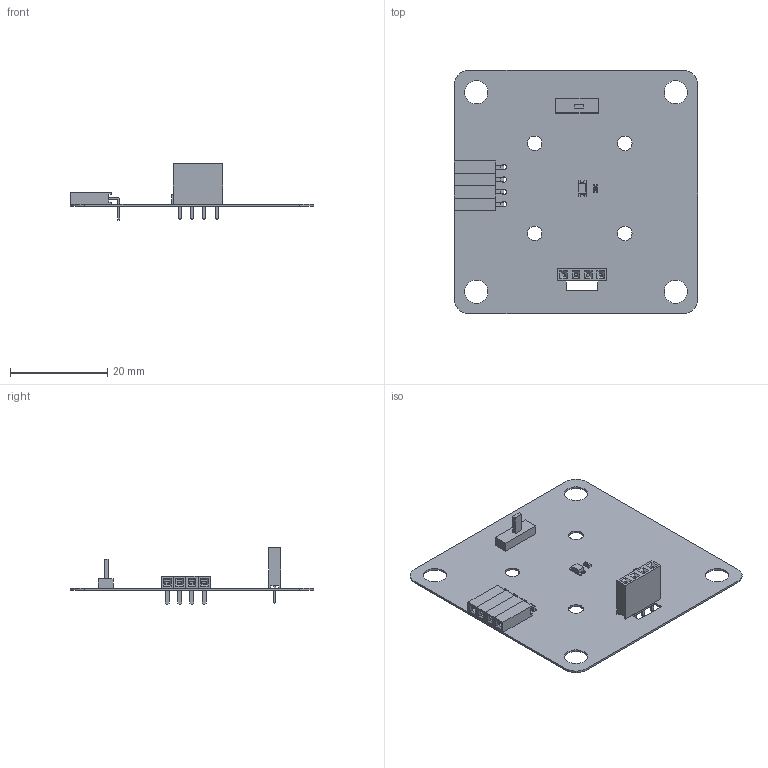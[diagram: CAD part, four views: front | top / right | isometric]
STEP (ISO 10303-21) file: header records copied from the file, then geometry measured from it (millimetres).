
FILE_DESCRIPTION(('Open CASCADE Model'),'2;1');
FILE_NAME('Open CASCADE Shape Model','2020-04-28T14:13:10',('Author'),( 'Open CASCADE'),'Open CASCADE STEP processor 6.8','Open CASCADE 6.8' ,'Unknown');
FILE_SCHEMA(('AUTOMOTIVE_DESIGN { 1 0 10303 214 1 1 1 1 }'));
Length unit declared in the file: millimetre
Products named in the file (15): PCB; Board; X2; PBS-04; X1; User_Library-PBS_(DS1024); VD1; User_Library-FYLS-1206; SA1; 1339772344; Extruded; 1339772480; R1; chip_0603_r
Assembly tree (14 placements, depth 4):
  PCB
    Board
    X2
      PBS-04
    X1
      User_Library-PBS_(DS1024)
    VD1
      User_Library-FYLS-1206
    SA1
      1339772344
        Extruded
      1339772480
        Extruded
    R1
      chip_0603_r
Bounding box: 50.02 x 50 x 11.7 mm (x, y, z)
Volume: 1354.4 mm3; surface area: 6355.4 mm2
Topology: 17 solids, 17 shells, 512 faces, 1379 edges, 886 vertices
Faces by surface type: plane 391, cylinder 72, bspline 49
Full cylindrical faces by diameter (mm): 0.9 x2, 1.1 x8, 3 x4, 4.8 x4
Entity records: 20873 total; most frequent: CARTESIAN_POINT 5849, ORIENTED_EDGE 2742, DIRECTION 2333, EDGE_CURVE 1371, LINE 1153, VECTOR 1153, VERTEX_POINT 886, AXIS2_PLACEMENT_3D 590
